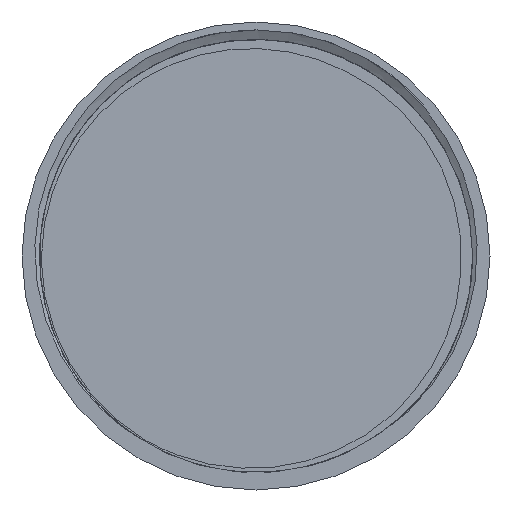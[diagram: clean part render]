
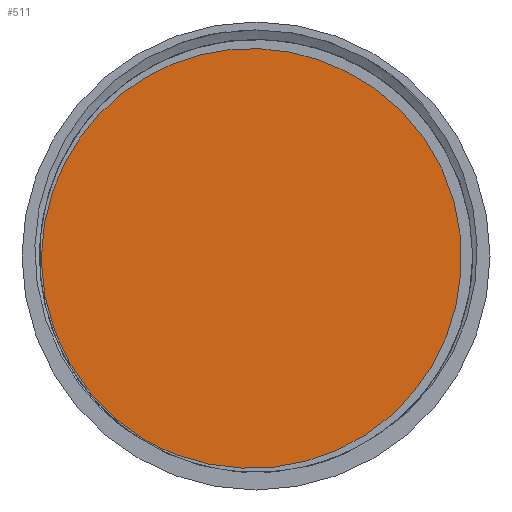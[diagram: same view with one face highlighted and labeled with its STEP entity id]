
A CAD part, front view. The second image highlights one B-rep face of the part: STEP entity #511.
In plain terms, the highlighted planar face has unit normal (0, -1, 0).
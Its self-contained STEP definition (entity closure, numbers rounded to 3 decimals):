
#26=PLANE('',#552);
#47=FACE_OUTER_BOUND('',#78,.T.);
#78=EDGE_LOOP('',(#395,#396,#397,#398));
#101=CIRCLE('',#553,19.104);
#102=CIRCLE('',#554,18.263);
#136=B_SPLINE_CURVE_WITH_KNOTS('',3,(#2197,#2198,#2199,#2200,#2201,#2202,
#2203,#2204,#2205,#2206,#2207,#2208,#2209,#2210,#2211,#2212),
 .UNSPECIFIED.,.F.,.F.,(4,3,3,3,3,4),(-4.508,-4.507,
-4.113,-2.876,-1.728,-0.49),
 .UNSPECIFIED.);
#138=B_SPLINE_CURVE_WITH_KNOTS('',3,(#2267,#2268,#2269,#2270,#2271,#2272,
#2273,#2274,#2275,#2276,#2277,#2278,#2279,#2280,#2281,#2282),
 .UNSPECIFIED.,.F.,.F.,(4,3,3,3,3,4),(-4.189,-3.774,
-2.596,-1.416,-0.175,-0.174),
 .UNSPECIFIED.);
#232=VERTEX_POINT('',#2194);
#233=VERTEX_POINT('',#2196);
#236=VERTEX_POINT('',#2264);
#237=VERTEX_POINT('',#2266);
#297=EDGE_CURVE('',#232,#233,#136,.T.);
#301=EDGE_CURVE('',#236,#237,#138,.T.);
#303=EDGE_CURVE('',#233,#236,#101,.T.);
#304=EDGE_CURVE('',#237,#232,#102,.T.);
#395=ORIENTED_EDGE('',*,*,#301,.F.);
#396=ORIENTED_EDGE('',*,*,#303,.F.);
#397=ORIENTED_EDGE('',*,*,#297,.F.);
#398=ORIENTED_EDGE('',*,*,#304,.F.);
#511=ADVANCED_FACE('',(#47),#26,.F.);
#552=AXIS2_PLACEMENT_3D('',#2284,#638,#639);
#553=AXIS2_PLACEMENT_3D('',#2285,#640,#641);
#554=AXIS2_PLACEMENT_3D('',#2286,#642,#643);
#638=DIRECTION('center_axis',(0.,1.,0.));
#639=DIRECTION('ref_axis',(-1.,0.,0.));
#640=DIRECTION('center_axis',(0.,1.,0.));
#641=DIRECTION('ref_axis',(-1.,0.,0.));
#642=DIRECTION('center_axis',(0.,1.,0.));
#643=DIRECTION('ref_axis',(-1.,0.,0.));
#2194=CARTESIAN_POINT('',(30.74,111.513,-0.672));
#2196=CARTESIAN_POINT('',(2.658,111.513,-15.557));
#2197=CARTESIAN_POINT('Ctrl Pts',(30.74,111.513,-0.672));
#2198=CARTESIAN_POINT('Ctrl Pts',(30.74,111.513,-0.676));
#2199=CARTESIAN_POINT('Ctrl Pts',(30.739,111.513,-0.679));
#2200=CARTESIAN_POINT('Ctrl Pts',(30.739,111.513,-0.683));
#2201=CARTESIAN_POINT('Ctrl Pts',(30.667,111.513,-1.924));
#2202=CARTESIAN_POINT('Ctrl Pts',(30.467,111.513,-3.159));
#2203=CARTESIAN_POINT('Ctrl Pts',(30.145,111.513,-4.36));
#2204=CARTESIAN_POINT('Ctrl Pts',(29.133,111.513,-8.127));
#2205=CARTESIAN_POINT('Ctrl Pts',(26.887,111.513,-11.546));
#2206=CARTESIAN_POINT('Ctrl Pts',(23.848,111.513,-13.981));
#2207=CARTESIAN_POINT('Ctrl Pts',(21.029,111.513,-16.241));
#2208=CARTESIAN_POINT('Ctrl Pts',(17.537,111.513,-17.654));
#2209=CARTESIAN_POINT('Ctrl Pts',(13.934,111.513,-18.002));
#2210=CARTESIAN_POINT('Ctrl Pts',(10.047,111.513,-18.377));
#2211=CARTESIAN_POINT('Ctrl Pts',(6.042,111.513,-17.503));
#2212=CARTESIAN_POINT('Ctrl Pts',(2.658,111.513,-15.557));
#2264=CARTESIAN_POINT('',(-6.564,111.513,0.416));
#2266=CARTESIAN_POINT('',(20.367,111.513,17.293));
#2267=CARTESIAN_POINT('Ctrl Pts',(-6.564,111.513,0.416));
#2268=CARTESIAN_POINT('Ctrl Pts',(-6.562,111.513,1.725));
#2269=CARTESIAN_POINT('Ctrl Pts',(-6.424,111.513,3.037));
#2270=CARTESIAN_POINT('Ctrl Pts',(-6.153,111.513,4.322));
#2271=CARTESIAN_POINT('Ctrl Pts',(-5.382,111.513,7.971));
#2272=CARTESIAN_POINT('Ctrl Pts',(-3.512,111.513,11.368));
#2273=CARTESIAN_POINT('Ctrl Pts',(-0.851,111.513,13.958));
#2274=CARTESIAN_POINT('Ctrl Pts',(1.815,111.513,16.552));
#2275=CARTESIAN_POINT('Ctrl Pts',(5.277,111.513,18.33));
#2276=CARTESIAN_POINT('Ctrl Pts',(8.946,111.513,18.97));
#2277=CARTESIAN_POINT('Ctrl Pts',(12.806,111.513,19.644));
#2278=CARTESIAN_POINT('Ctrl Pts',(16.864,111.513,19.052));
#2279=CARTESIAN_POINT('Ctrl Pts',(20.358,111.513,17.298));
#2280=CARTESIAN_POINT('Ctrl Pts',(20.361,111.513,17.296));
#2281=CARTESIAN_POINT('Ctrl Pts',(20.364,111.513,17.295));
#2282=CARTESIAN_POINT('Ctrl Pts',(20.367,111.513,17.293));
#2284=CARTESIAN_POINT('Origin',(12.536,111.513,0.795));
#2285=CARTESIAN_POINT('Origin',(12.536,111.513,0.795));
#2286=CARTESIAN_POINT('Origin',(12.536,111.513,0.795));
